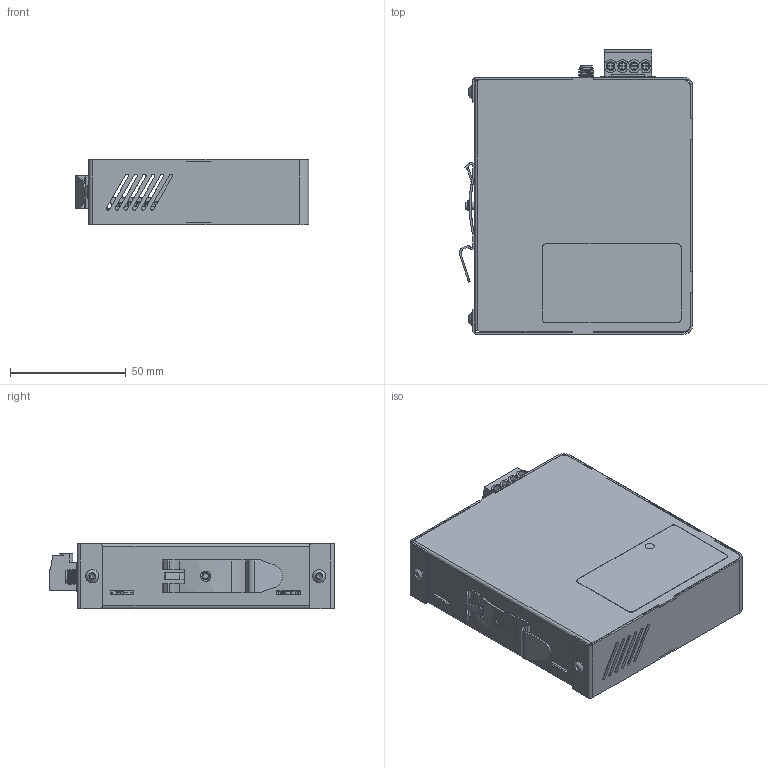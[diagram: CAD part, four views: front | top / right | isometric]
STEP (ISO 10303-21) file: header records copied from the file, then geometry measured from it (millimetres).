
FILE_DESCRIPTION (( 'STEP AP214' ), '1' );
FILE_NAME ('SE-SL3011.STEP', '2020-03-02T13:19:23', ( '' ), ( '' ), 'SwSTEP 2.0', 'SolidWorks 2019', '' );
FILE_SCHEMA (( 'AUTOMOTIVE_DESIGN' ));
Length unit declared in the file: inch
Products named in the file (1): SE-SL3011
Bounding box: 100.91 x 122.86 x 28.17 mm (x, y, z)
Volume: 46216.2 mm3; surface area: 92192.6 mm2
Topology: 74 solids, 74 shells, 2716 faces, 7272 edges, 4804 vertices
Faces by surface type: plane 2006, cylinder 621, bspline 55, cone 30, sphere 4
Full cylindrical faces by diameter (mm): 0.2 x1, 0.7 x39, 1.227 x1, 1.27 x1, 2 x6, 2.5 x4, 3 x5, 3.15 x4, 3.242 x1, 3.5 x2, 3.62 x4, 3.8 x4, 4 x1, 4.4 x2, 4.643 x1, 5.08 x1, 5.12 x1, 5.334 x1, 5.39 x2, 5.41 x1, 5.7 x4, 7.925 x1, 8.2 x1
Entity records: 122381 total; most frequent: CARTESIAN_POINT 18657, ORIENTED_EDGE 14236, DIRECTION 13257, EDGE_CURVE 7118, LINE 5577, VECTOR 5577, VERTEX_POINT 4770, AXIS2_PLACEMENT_3D 3840
